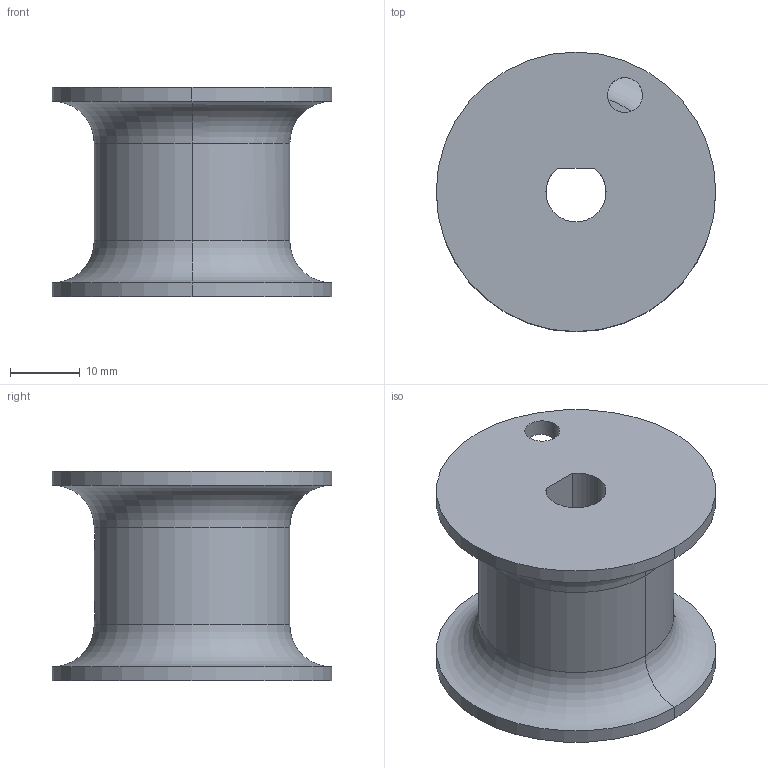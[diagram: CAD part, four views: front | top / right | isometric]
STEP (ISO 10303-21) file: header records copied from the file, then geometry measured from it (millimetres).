
FILE_DESCRIPTION (( 'STEP AP214' ), '1' );
FILE_NAME ('winch spool 2.STEP', '2023-07-28T15:14:16', ( '' ), ( '' ), 'SwSTEP 2.0', 'SolidWorks 2021', '' );
FILE_SCHEMA (( 'AUTOMOTIVE_DESIGN' ));
Length unit declared in the file: millimetre
Products named in the file (1): winch spool 2
Bounding box: 40 x 40 x 30 mm (x, y, z)
Volume: 20604.9 mm3; surface area: 7064 mm2
Topology: 1 solids, 1 shells, 23 faces, 60 edges, 36 vertices
Faces by surface type: cylinder 15, torus 4, plane 4
Entity records: 904 total; most frequent: CARTESIAN_POINT 279, DIRECTION 132, ORIENTED_EDGE 120, EDGE_CURVE 60, AXIS2_PLACEMENT_3D 55, VERTEX_POINT 36, CIRCLE 31, EDGE_LOOP 28
